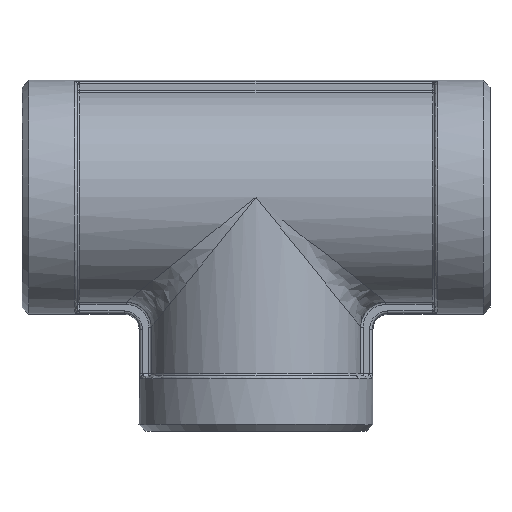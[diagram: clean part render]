
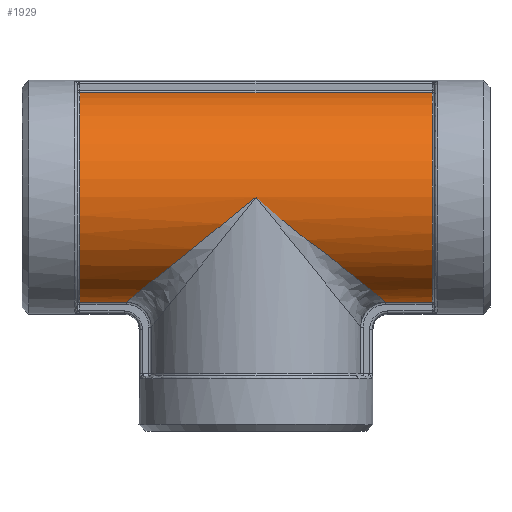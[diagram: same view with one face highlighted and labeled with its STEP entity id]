
A CAD part, top view. The second image highlights one B-rep face of the part: STEP entity #1929.
In plain terms, the highlighted cylindrical face has radius 12.5 mm (diameter 25 mm), a partial arc.
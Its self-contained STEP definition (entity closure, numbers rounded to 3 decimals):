
#46=ELLIPSE('',#2147,19.912,12.5);
#47=ELLIPSE('',#2148,19.912,12.5);
#131=LINE('',#4235,#195);
#132=LINE('',#4238,#196);
#133=LINE('',#4256,#197);
#195=VECTOR('',#2610,41.4);
#196=VECTOR('',#2613,5.452);
#197=VECTOR('',#2618,5.452);
#329=CIRCLE('',#2081,12.5);
#359=CIRCLE('',#2128,12.5);
#491=FACE_OUTER_BOUND('',#630,.T.);
#630=EDGE_LOOP('',(#1583,#1584,#1585,#1586,#1587,#1588,#1589,#1590));
#762=B_SPLINE_CURVE_WITH_KNOTS('',3,(#4242,#4243,#4244,#4245,#4246,#4247,
#4248,#4249,#4250,#4251,#4252,#4253),.UNSPECIFIED.,.F.,.F.,(4,2,2,2,2,4),
(-1.309,-1.246,-1.094,-0.485,
0.,0.01),.UNSPECIFIED.);
#861=VERTEX_POINT('',#3857);
#862=VERTEX_POINT('',#3859);
#889=VERTEX_POINT('',#4123);
#891=VERTEX_POINT('',#4127);
#899=VERTEX_POINT('',#4237);
#900=VERTEX_POINT('',#4239);
#901=VERTEX_POINT('',#4241);
#902=VERTEX_POINT('',#4254);
#1077=EDGE_CURVE('',#861,#862,#329,.T.);
#1128=EDGE_CURVE('',#891,#889,#359,.T.);
#1146=EDGE_CURVE('',#889,#861,#131,.T.);
#1147=EDGE_CURVE('',#899,#891,#132,.T.);
#1148=EDGE_CURVE('',#900,#899,#46,.T.);
#1149=EDGE_CURVE('',#901,#900,#762,.T.);
#1150=EDGE_CURVE('',#902,#901,#47,.T.);
#1151=EDGE_CURVE('',#862,#902,#133,.T.);
#1583=ORIENTED_EDGE('',*,*,#1146,.F.);
#1584=ORIENTED_EDGE('',*,*,#1128,.F.);
#1585=ORIENTED_EDGE('',*,*,#1147,.F.);
#1586=ORIENTED_EDGE('',*,*,#1148,.F.);
#1587=ORIENTED_EDGE('',*,*,#1149,.F.);
#1588=ORIENTED_EDGE('',*,*,#1150,.F.);
#1589=ORIENTED_EDGE('',*,*,#1151,.F.);
#1590=ORIENTED_EDGE('',*,*,#1077,.F.);
#1833=CYLINDRICAL_SURFACE('',#2146,12.5);
#1929=ADVANCED_FACE('',(#491),#1833,.T.);
#2081=AXIS2_PLACEMENT_3D('',#3860,#2462,#2463);
#2128=AXIS2_PLACEMENT_3D('',#4129,#2569,#2570);
#2146=AXIS2_PLACEMENT_3D('',#4236,#2611,#2612);
#2147=AXIS2_PLACEMENT_3D('',#4240,#2614,#2615);
#2148=AXIS2_PLACEMENT_3D('',#4255,#2616,#2617);
#2462=DIRECTION('center_axis',(1.,0.,0.));
#2463=DIRECTION('ref_axis',(0.,0.,1.));
#2569=DIRECTION('center_axis',(-1.,0.,0.));
#2570=DIRECTION('ref_axis',(0.,0.,1.));
#2610=DIRECTION('',(1.,0.,0.));
#2611=DIRECTION('center_axis',(1.,0.,0.));
#2612=DIRECTION('ref_axis',(0.,1.,0.));
#2613=DIRECTION('',(-1.,0.,0.));
#2614=DIRECTION('center_axis',(0.628,-0.778,0.));
#2615=DIRECTION('ref_axis',(-0.778,-0.628,0.));
#2616=DIRECTION('center_axis',(-0.628,-0.778,0.));
#2617=DIRECTION('ref_axis',(0.778,-0.628,0.));
#2618=DIRECTION('',(-1.,0.,0.));
#3857=CARTESIAN_POINT('',(20.7,12.297,2.246));
#3859=CARTESIAN_POINT('',(20.7,-12.297,2.246));
#3860=CARTESIAN_POINT('Origin',(20.7,0.,0.));
#4123=CARTESIAN_POINT('',(-20.7,12.297,2.246));
#4127=CARTESIAN_POINT('',(-20.7,-12.297,2.246));
#4129=CARTESIAN_POINT('Origin',(-20.7,0.,0.));
#4235=CARTESIAN_POINT('',(0.,12.297,2.246));
#4236=CARTESIAN_POINT('Origin',(0.,0.,0.));
#4237=CARTESIAN_POINT('',(-15.248,-12.297,2.246));
#4238=CARTESIAN_POINT('',(0.,-12.297,2.246));
#4239=CARTESIAN_POINT('',(0.,0.,12.5));
#4240=CARTESIAN_POINT('Origin',(0.,0.,0.));
#4241=CARTESIAN_POINT('',(8.29,-6.686,10.562));
#4242=CARTESIAN_POINT('Ctrl Pts',(8.291,-6.685,10.562));
#4243=CARTESIAN_POINT('Ctrl Pts',(8.272,-6.677,10.567));
#4244=CARTESIAN_POINT('Ctrl Pts',(8.238,-6.657,10.58));
#4245=CARTESIAN_POINT('Ctrl Pts',(8.075,-6.551,10.646));
#4246=CARTESIAN_POINT('Ctrl Pts',(7.876,-6.411,10.733));
#4247=CARTESIAN_POINT('Ctrl Pts',(6.62,-5.504,11.254));
#4248=CARTESIAN_POINT('Ctrl Pts',(5.278,-4.495,11.737));
#4249=CARTESIAN_POINT('Ctrl Pts',(2.492,-2.221,12.345));
#4250=CARTESIAN_POINT('Ctrl Pts',(1.268,-1.161,12.494));
#4251=CARTESIAN_POINT('Ctrl Pts',(0.051,-0.047,
12.5));
#4252=CARTESIAN_POINT('Ctrl Pts',(0.026,-0.023,
12.5));
#4253=CARTESIAN_POINT('Ctrl Pts',(0.,0.,
12.5));
#4254=CARTESIAN_POINT('',(15.248,-12.297,2.246));
#4255=CARTESIAN_POINT('Origin',(0.,0.,0.));
#4256=CARTESIAN_POINT('',(0.,-12.297,2.246));
